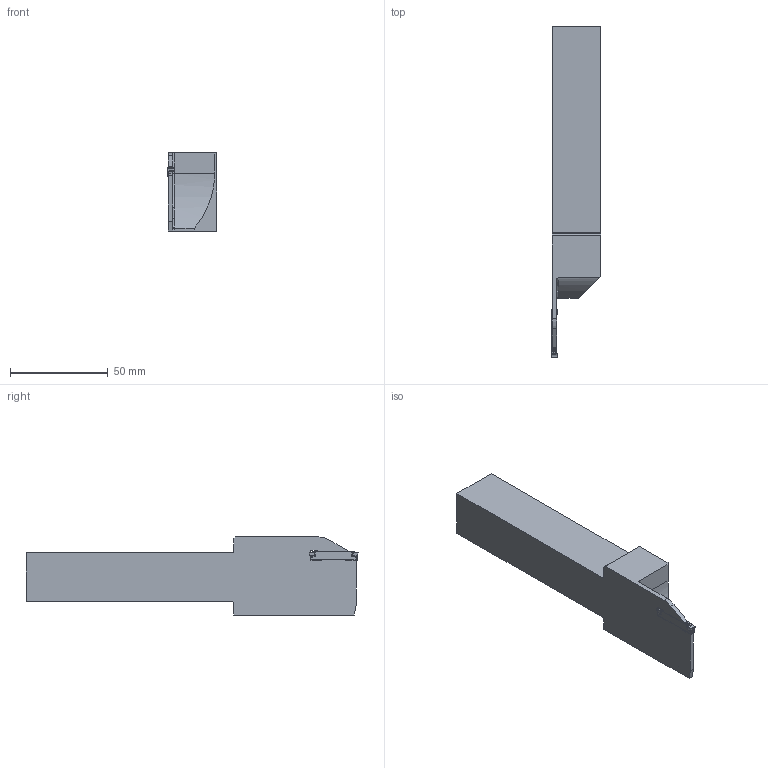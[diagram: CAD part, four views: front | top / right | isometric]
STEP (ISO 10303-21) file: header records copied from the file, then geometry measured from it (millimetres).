
FILE_DESCRIPTION(/* description */ (''),/* implementation_level */ '2;1');
FILE_NAME(/* name */ 'GL3-A2525PFL-40-100_sim.stp',/* time_stamp */ '2021-08-26T09:52:16+02:00',/* author */ (''),/* organization */ (''),/* preprocessor_version */ 'ST-DEVELOPER v16.7',/* originating_system */ 'SIEMENS PLM Software NX 12.0',/* authorisation */ '');
FILE_SCHEMA (('AUTOMOTIVE_DESIGN { 1 0 10303 214 3 1 1 1 }'));
Length unit declared in the file: millimetre
Products named in the file (1): hc72085C3D69fiia
Bounding box: 25.25 x 170.01 x 40 mm (x, y, z)
Volume: 89096.3 mm3; surface area: 22145.6 mm2
Topology: 2 solids, 7 shells, 283 faces, 736 edges, 452 vertices
Faces by surface type: bspline 126, cylinder 71, plane 66, extrusion 7, cone 6, sphere 6, torus 1
Full cylindrical faces by diameter (mm): 1.5 x2, 2.5 x1, 8 x1
Entity records: 10563 total; most frequent: CARTESIAN_POINT 4980, ORIENTED_EDGE 1390, DIRECTION 792, EDGE_CURVE 695, VERTEX_POINT 437, B_SPLINE_CURVE_WITH_KNOTS 329, AXIS2_PLACEMENT_3D 293, EDGE_LOOP 292
